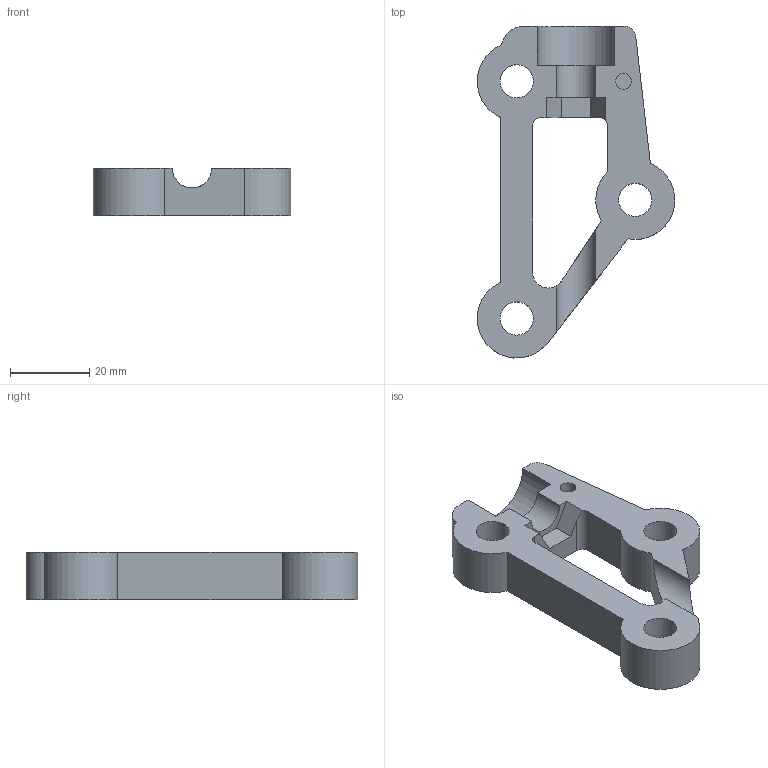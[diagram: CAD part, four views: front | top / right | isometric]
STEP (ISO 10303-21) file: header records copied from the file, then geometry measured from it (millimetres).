
FILE_DESCRIPTION(('FreeCAD Model'),'2;1');
FILE_NAME('y_nut_holder_B.step','2015-03-16T09:09:40',('Author'),(''), 'Open CASCADE STEP processor 6.7','FreeCAD','Unknown');
FILE_SCHEMA(('AUTOMOTIVE_DESIGN_CC2 { 1 2 10303 214 -1 1 5 4 }'));
Length unit declared in the file: millimetre
Products named in the file (1): y_nut_holder_B001
Bounding box: 50 x 83.97 x 12 mm (x, y, z)
Volume: 20860 mm3; surface area: 9319.2 mm2
Topology: 1 solids, 1 shells, 40 faces, 131 edges, 94 vertices
Faces by surface type: plane 24, cylinder 16
Full cylindrical faces by diameter (mm): 4 x1, 8.4 x3
Entity records: 5579 total; most frequent: CARTESIAN_POINT 3052, DIRECTION 456, LINE 268, VECTOR 268, ORIENTED_EDGE 262, PCURVE 262, DEFINITIONAL_REPRESENTATION 262, EDGE_CURVE 131
